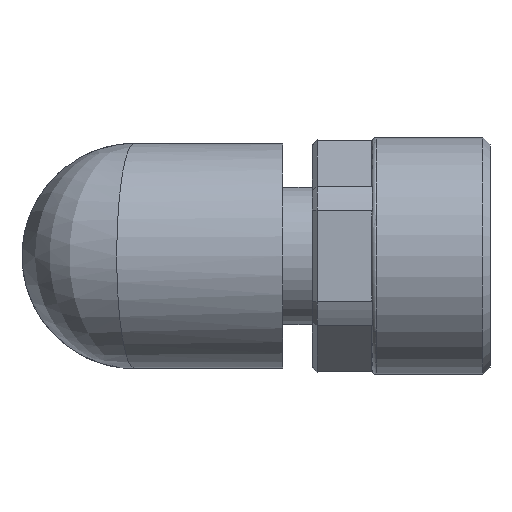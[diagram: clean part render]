
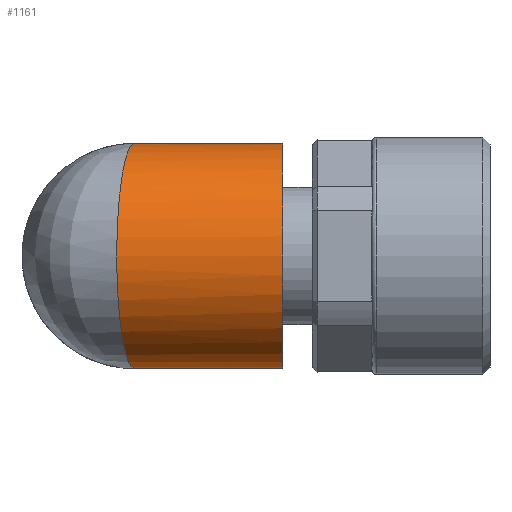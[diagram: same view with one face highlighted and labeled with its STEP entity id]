
A CAD part, left-side view. The second image highlights one B-rep face of the part: STEP entity #1161.
In plain terms, the highlighted cylindrical face has radius 4.75 mm (diameter 9.5 mm), a full revolution.
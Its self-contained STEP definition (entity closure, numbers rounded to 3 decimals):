
#56=ELLIPSE('',#1320,4.809,4.75);
#57=ELLIPSE('',#1321,4.809,4.75);
#58=ELLIPSE('',#1324,6.718,4.75);
#59=ELLIPSE('',#1325,6.718,4.75);
#169=FACE_OUTER_BOUND('',#252,.T.);
#252=EDGE_LOOP('',(#972,#973,#974,#975,#976,#977,#978));
#325=LINE('',#2071,#383);
#383=VECTOR('',#1641,4.75);
#447=CIRCLE('',#1323,4.75);
#542=VERTEX_POINT('',#2062);
#543=VERTEX_POINT('',#2063);
#544=VERTEX_POINT('',#2065);
#545=VERTEX_POINT('',#2069);
#546=VERTEX_POINT('',#2072);
#691=EDGE_CURVE('',#543,#544,#56,.T.);
#692=EDGE_CURVE('',#544,#542,#57,.T.);
#693=EDGE_CURVE('',#545,#545,#447,.T.);
#694=EDGE_CURVE('',#545,#544,#325,.T.);
#695=EDGE_CURVE('',#546,#543,#58,.T.);
#696=EDGE_CURVE('',#542,#546,#59,.T.);
#972=ORIENTED_EDGE('',*,*,#693,.T.);
#973=ORIENTED_EDGE('',*,*,#694,.T.);
#974=ORIENTED_EDGE('',*,*,#691,.F.);
#975=ORIENTED_EDGE('',*,*,#695,.F.);
#976=ORIENTED_EDGE('',*,*,#696,.F.);
#977=ORIENTED_EDGE('',*,*,#692,.F.);
#978=ORIENTED_EDGE('',*,*,#694,.F.);
#1099=CYLINDRICAL_SURFACE('',#1322,4.75);
#1161=ADVANCED_FACE('',(#169),#1099,.T.);
#1320=AXIS2_PLACEMENT_3D('',#2066,#1633,#1634);
#1321=AXIS2_PLACEMENT_3D('',#2067,#1635,#1636);
#1322=AXIS2_PLACEMENT_3D('',#2068,#1637,#1638);
#1323=AXIS2_PLACEMENT_3D('',#2070,#1639,#1640);
#1324=AXIS2_PLACEMENT_3D('',#2073,#1642,#1643);
#1325=AXIS2_PLACEMENT_3D('',#2074,#1644,#1645);
#1633=DIRECTION('center_axis',(0.156,0.988,0.));
#1634=DIRECTION('ref_axis',(-0.988,0.156,0.));
#1635=DIRECTION('center_axis',(0.156,0.988,0.));
#1636=DIRECTION('ref_axis',(-0.988,0.156,0.));
#1637=DIRECTION('center_axis',(0.,-1.,0.));
#1638=DIRECTION('ref_axis',(1.,0.,0.));
#1639=DIRECTION('center_axis',(0.,1.,0.));
#1640=DIRECTION('ref_axis',(-1.,0.,0.));
#1641=DIRECTION('',(0.,1.,0.));
#1642=DIRECTION('center_axis',(0.707,0.707,0.));
#1643=DIRECTION('ref_axis',(0.707,-0.707,0.));
#1644=DIRECTION('center_axis',(0.707,0.707,0.));
#1645=DIRECTION('ref_axis',(0.707,-0.707,0.));
#2062=CARTESIAN_POINT('',(-1.5,0.,4.75));
#2063=CARTESIAN_POINT('',(-1.5,0.,-4.75));
#2065=CARTESIAN_POINT('',(-6.25,0.75,0.));
#2066=CARTESIAN_POINT('Origin',(-1.5,0.,0.));
#2067=CARTESIAN_POINT('Origin',(-1.5,0.,0.));
#2068=CARTESIAN_POINT('Origin',(-1.5,0.,0.));
#2069=CARTESIAN_POINT('',(-6.25,-6.25,0.));
#2070=CARTESIAN_POINT('Origin',(-1.5,-6.25,0.));
#2071=CARTESIAN_POINT('',(-6.25,0.,0.));
#2072=CARTESIAN_POINT('',(3.25,-4.75,0.));
#2073=CARTESIAN_POINT('Origin',(-1.5,0.,0.));
#2074=CARTESIAN_POINT('Origin',(-1.5,0.,0.));
